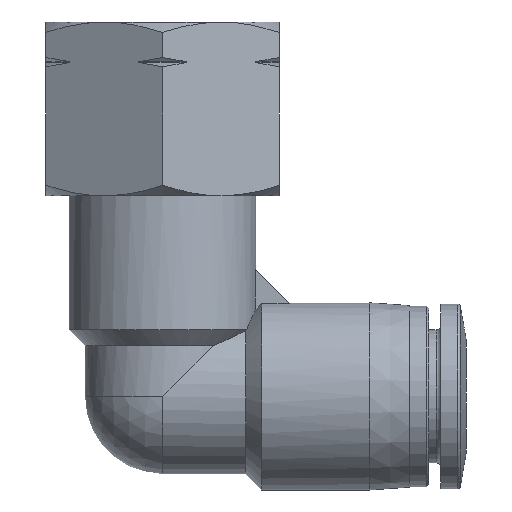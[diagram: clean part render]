
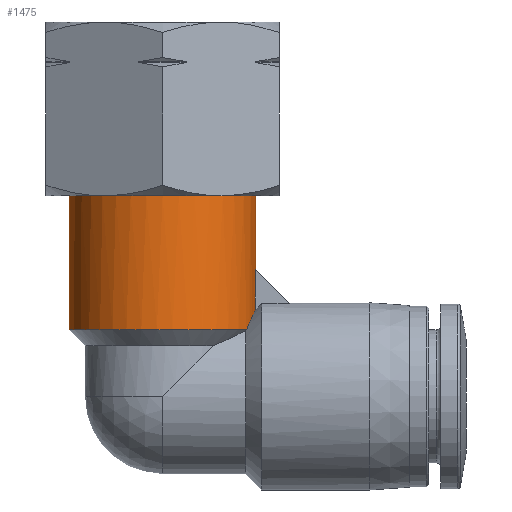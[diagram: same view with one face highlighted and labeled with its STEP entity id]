
A CAD part, front view. The second image highlights one B-rep face of the part: STEP entity #1475.
In plain terms, the highlighted cylindrical face has radius 7 mm (diameter 14 mm), a full revolution.
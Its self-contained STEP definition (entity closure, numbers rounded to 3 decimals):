
#39=LINE('',#2047,#69);
#40=LINE('',#2051,#70);
#69=VECTOR('',#1713,1000.);
#70=VECTOR('',#1716,1000.);
#111=B_SPLINE_CURVE_WITH_KNOTS('',3,(#2042,#2043,#2044,#2045),
 .UNSPECIFIED.,.F.,.F.,(4,4),(0.005,0.008),
 .UNSPECIFIED.);
#112=B_SPLINE_CURVE_WITH_KNOTS('',3,(#2053,#2054,#2055,#2056),
 .UNSPECIFIED.,.F.,.F.,(4,4),(0.,0.003),
 .UNSPECIFIED.);
#190=ELLIPSE('',#1562,9.899,7.);
#220=ORIENTED_EDGE('',*,*,#505,.F.);
#221=ORIENTED_EDGE('',*,*,#506,.F.);
#222=ORIENTED_EDGE('',*,*,#507,.F.);
#223=ORIENTED_EDGE('',*,*,#508,.F.);
#224=ORIENTED_EDGE('',*,*,#509,.T.);
#225=ORIENTED_EDGE('',*,*,#510,.F.);
#226=ORIENTED_EDGE('',*,*,#511,.T.);
#505=EDGE_CURVE('',#642,#643,#735,.T.);
#506=EDGE_CURVE('',#644,#642,#111,.T.);
#507=EDGE_CURVE('',#645,#644,#39,.T.);
#508=EDGE_CURVE('',#646,#645,#190,.T.);
#509=EDGE_CURVE('',#646,#647,#40,.T.);
#510=EDGE_CURVE('',#643,#647,#112,.T.);
#511=EDGE_CURVE('',#648,#648,#736,.T.);
#642=VERTEX_POINT('',#2040);
#643=VERTEX_POINT('',#2041);
#644=VERTEX_POINT('',#2046);
#645=VERTEX_POINT('',#2048);
#646=VERTEX_POINT('',#2050);
#647=VERTEX_POINT('',#2052);
#648=VERTEX_POINT('',#2058);
#735=CIRCLE('',#1561,7.);
#736=CIRCLE('',#1563,7.);
#789=EDGE_LOOP('',(#220,#221,#222,#223,#224,#225));
#790=EDGE_LOOP('',(#226));
#882=FACE_BOUND('',#789,.T.);
#883=FACE_BOUND('',#790,.T.);
#966=CYLINDRICAL_SURFACE('',#1560,7.);
#1475=ADVANCED_FACE('',(#882,#883),#966,.T.);
#1560=AXIS2_PLACEMENT_3D('',#2038,#1709,#1710);
#1561=AXIS2_PLACEMENT_3D('',#2039,#1711,#1712);
#1562=AXIS2_PLACEMENT_3D('',#2049,#1714,#1715);
#1563=AXIS2_PLACEMENT_3D('',#2057,#1717,#1718);
#1709=DIRECTION('',(0.,0.,-1.));
#1710=DIRECTION('',(-1.,0.,0.));
#1711=DIRECTION('',(0.,0.,-1.));
#1712=DIRECTION('',(-1.,0.,0.));
#1713=DIRECTION('',(0.,0.,-1.));
#1714=DIRECTION('',(-0.707,0.,-0.707));
#1715=DIRECTION('',(0.707,0.,-0.707));
#1716=DIRECTION('',(0.,0.,-1.));
#1717=DIRECTION('',(0.,0.,-1.));
#1718=DIRECTION('',(-1.,0.,0.));
#2038=CARTESIAN_POINT('',(0.,0.,0.));
#2039=CARTESIAN_POINT('',(0.,0.,5.));
#2040=CARTESIAN_POINT('',(6.279,-3.093,5.));
#2041=CARTESIAN_POINT('',(6.279,3.093,5.));
#2042=CARTESIAN_POINT('',(6.928,-1.,6.451));
#2043=CARTESIAN_POINT('',(6.806,-1.844,6.197));
#2044=CARTESIAN_POINT('',(6.547,-2.549,5.652));
#2045=CARTESIAN_POINT('',(6.279,-3.093,5.));
#2046=CARTESIAN_POINT('',(6.928,-1.,6.451));
#2047=CARTESIAN_POINT('',(6.928,-1.,0.));
#2048=CARTESIAN_POINT('',(6.928,-1.,9.477));
#2049=CARTESIAN_POINT('',(0.,0.,16.405));
#2050=CARTESIAN_POINT('',(6.928,1.,9.477));
#2051=CARTESIAN_POINT('',(6.928,1.,0.));
#2052=CARTESIAN_POINT('',(6.928,1.,6.451));
#2053=CARTESIAN_POINT('',(6.279,3.093,5.));
#2054=CARTESIAN_POINT('',(6.547,2.55,5.651));
#2055=CARTESIAN_POINT('',(6.805,1.853,6.194));
#2056=CARTESIAN_POINT('',(6.928,1.,6.451));
#2057=CARTESIAN_POINT('',(0.,0.,15.));
#2058=CARTESIAN_POINT('',(-7.,0.,15.));
